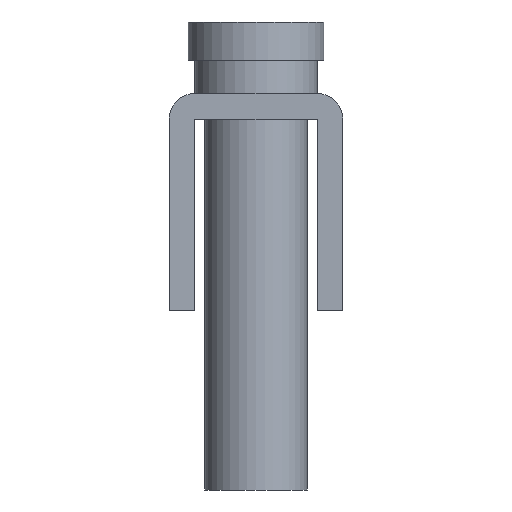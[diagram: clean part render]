
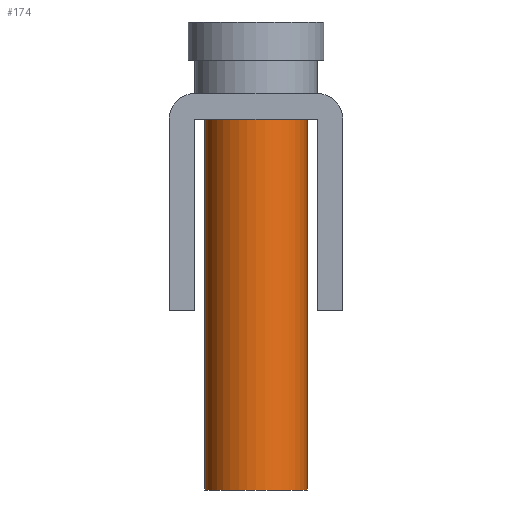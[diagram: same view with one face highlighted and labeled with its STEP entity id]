
A CAD part, left-side view. The second image highlights one B-rep face of the part: STEP entity #174.
In plain terms, the highlighted cylindrical face has radius 2 mm (diameter 4 mm), a full revolution.
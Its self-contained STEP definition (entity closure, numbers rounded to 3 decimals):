
#108=CYLINDRICAL_SURFACE('',#819,2.);
#174=ADVANCED_FACE('',(#354,#355),#108,.T.);
#354=FACE_BOUND('',#401,.T.);
#355=FACE_BOUND('',#402,.T.);
#401=EDGE_LOOP('',(#579));
#402=EDGE_LOOP('',(#580));
#579=ORIENTED_EDGE('',*,*,#744,.F.);
#580=ORIENTED_EDGE('',*,*,#663,.T.);
#601=VERTEX_POINT('',#1035);
#654=VERTEX_POINT('',#1197);
#663=EDGE_CURVE('',#601,#601,#753,.T.);
#744=EDGE_CURVE('',#654,#654,#766,.T.);
#753=CIRCLE('',#776,2.);
#766=CIRCLE('',#817,2.);
#776=AXIS2_PLACEMENT_3D('',#1034,#841,#842);
#817=AXIS2_PLACEMENT_3D('',#1196,#991,#992);
#819=AXIS2_PLACEMENT_3D('',#1199,#995,#996);
#841=DIRECTION('',(0.,0.,-1.));
#842=DIRECTION('',(1.,0.,0.));
#991=DIRECTION('',(0.,0.,-1.));
#992=DIRECTION('',(1.,0.,0.));
#995=DIRECTION('',(0.,0.,1.));
#996=DIRECTION('',(-1.,0.,0.));
#1034=CARTESIAN_POINT('',(68.4,-3.4,0.));
#1035=CARTESIAN_POINT('',(70.4,-3.4,0.));
#1196=CARTESIAN_POINT('',(68.4,-3.4,-14.5));
#1197=CARTESIAN_POINT('',(70.4,-3.4,-14.5));
#1199=CARTESIAN_POINT('',(68.4,-3.4,-14.5));
